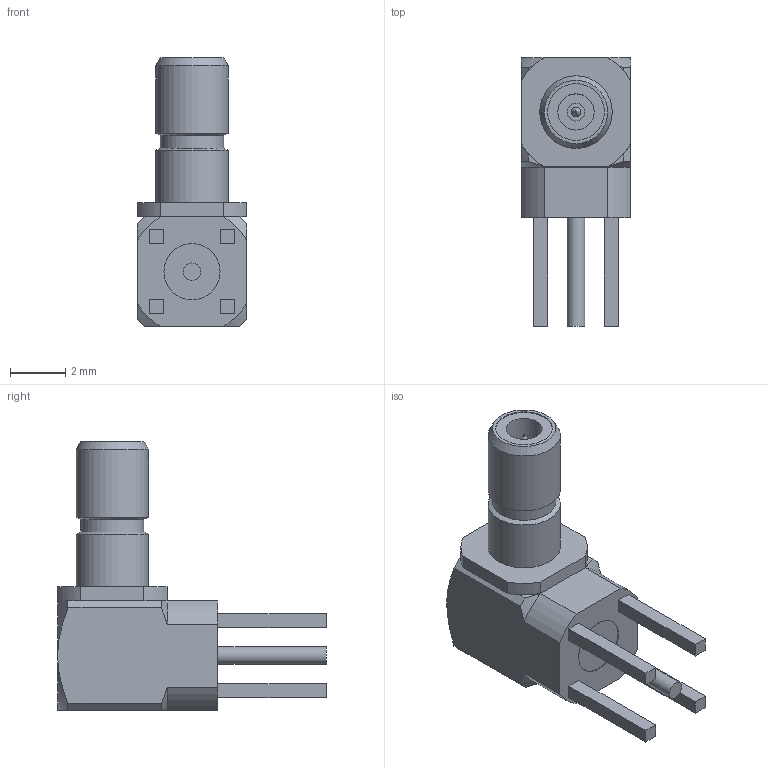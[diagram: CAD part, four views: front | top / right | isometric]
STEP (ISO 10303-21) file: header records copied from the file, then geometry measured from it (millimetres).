
FILE_DESCRIPTION (( 'STEP AP203' ), '1' );
FILE_NAME ('FMCN4341_3D.step', '2022-11-28T19:14:44', ( '' ), ( '' ), 'SwSTEP 2.0', 'SolidWorks 2021', '' );
FILE_SCHEMA (( 'CONFIG_CONTROL_DESIGN' ));
Length unit declared in the file: inch
Products named in the file (1): FMCN4341_3D
Bounding box: 3.96 x 9.73 x 9.73 mm (x, y, z)
Volume: 124.8 mm3; surface area: 220.3 mm2
Topology: 1 solids, 1 shells, 79 faces, 175 edges, 109 vertices
Faces by surface type: plane 50, cylinder 17, cone 12
Full cylindrical faces by diameter (mm): 0.355 x1, 0.635 x1, 0.646 x1, 1.31 x1, 2.032 x1, 2.052 x1, 2.289 x1, 2.62 x2
Entity records: 2282 total; most frequent: CARTESIAN_POINT 527, DIRECTION 341, ORIENTED_EDGE 322, EDGE_CURVE 161, AXIS2_PLACEMENT_3D 126, VERTEX_POINT 108, EDGE_LOOP 103, VECTOR 89
